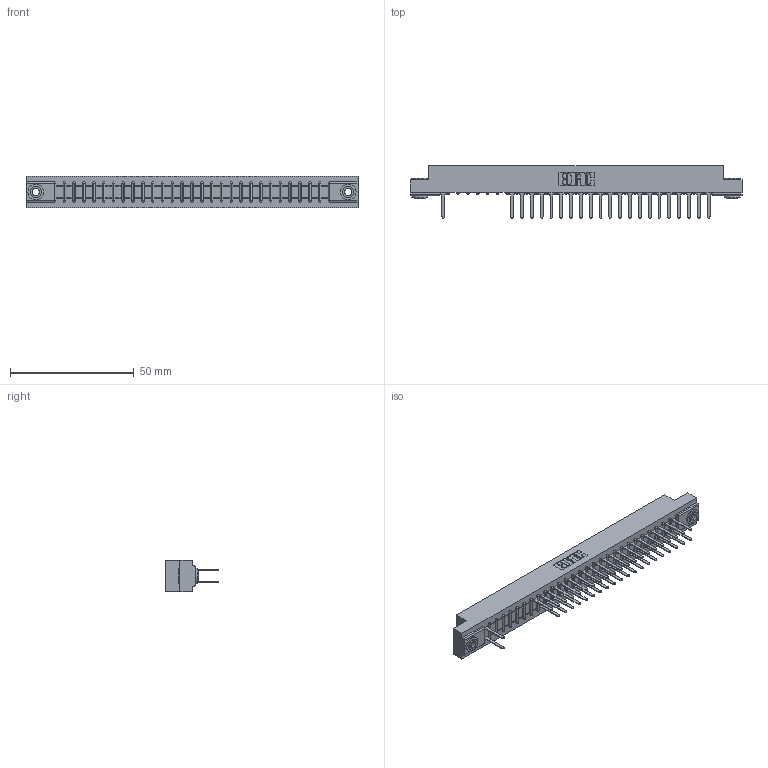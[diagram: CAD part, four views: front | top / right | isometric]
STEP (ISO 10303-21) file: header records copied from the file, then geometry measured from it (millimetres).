
FILE_DESCRIPTION (( 'STEP AP203' ), '1' );
FILE_NAME ('307-056-522-203.STEP', '2018-08-06T06:38:30', ( '' ), ( '' ), 'SwSTEP 2.0', 'SolidWorks 2016', '' );
FILE_SCHEMA (( 'CONFIG_CONTROL_DESIGN' ));
Length unit declared in the file: inch
Products named in the file (4): 307-290-001_522; 345-250-002_345-250-002-102; 307-056-522-203; 307 Part_.156 Dia Mounting Holes
Assembly tree (46 placements, depth 2):
  307-056-522-203
    307 Part_.156 Dia Mounting Holes
    307-290-001_522  x43
    345-250-002_345-250-002-102  x2
Bounding box: 133.96 x 21.11 x 12.7 mm (x, y, z)
Volume: 14071.4 mm3; surface area: 16548.8 mm2
Topology: 46 solids, 46 shells, 2307 faces, 6441 edges, 4154 vertices
Faces by surface type: plane 1505, cylinder 736, sphere 58, cone 8
Entity records: 27243 total; most frequent: CARTESIAN_POINT 4496, ORIENTED_EDGE 4458, DIRECTION 4411, EDGE_CURVE 2229, LINE 1697, VECTOR 1697, VERTEX_POINT 1442, AXIS2_PLACEMENT_3D 1357
